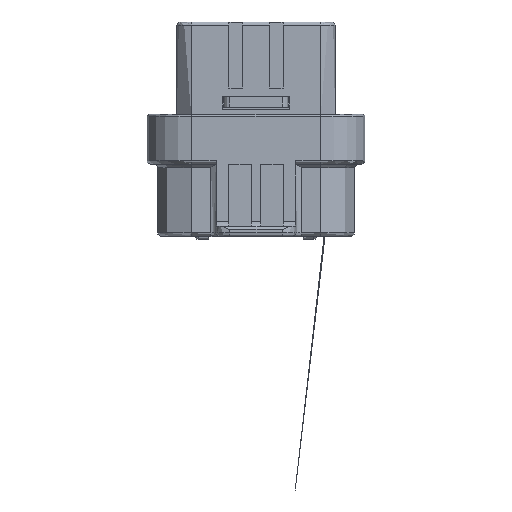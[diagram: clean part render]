
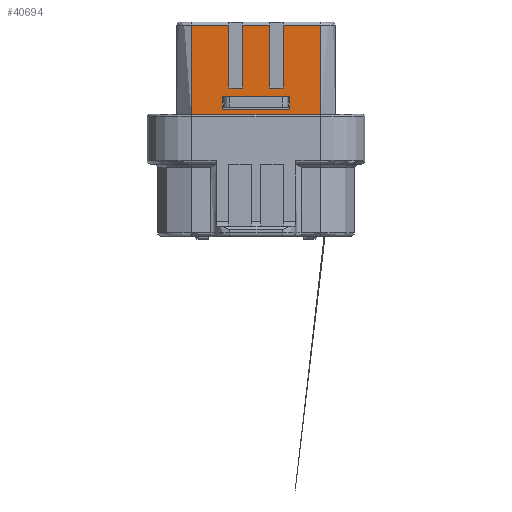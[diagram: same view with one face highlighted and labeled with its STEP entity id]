
A CAD part, front view. The second image highlights one B-rep face of the part: STEP entity #40694.
In plain terms, the highlighted planar face has unit normal (0, -1, 0).
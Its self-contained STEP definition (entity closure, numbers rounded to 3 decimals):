
#38102=CARTESIAN_POINT('',(-10.804,-10.616,58.13));
#38103=VERTEX_POINT('',#38102);
#38110=CARTESIAN_POINT('',(-10.804,-10.616,56.23));
#38111=VERTEX_POINT('',#38110);
#38112=CARTESIAN_POINT('',(-10.804,-10.616,56.23));
#38113=DIRECTION('',(0.,0.,1.));
#38114=VECTOR('',#38113,1.9);
#38115=LINE('',#38112,#38114);
#38116=EDGE_CURVE('',#38111,#38103,#38115,.T.);
#38133=CARTESIAN_POINT('',(-0.804,-10.616,56.23));
#38134=VERTEX_POINT('',#38133);
#38143=CARTESIAN_POINT('',(-0.804,-10.616,56.23));
#38144=DIRECTION('',(-1.,0.,0.));
#38145=VECTOR('',#38144,10.);
#38146=LINE('',#38143,#38145);
#38147=EDGE_CURVE('',#38134,#38111,#38146,.T.);
#38157=CARTESIAN_POINT('',(-0.804,-10.616,58.13));
#38158=VERTEX_POINT('',#38157);
#38167=CARTESIAN_POINT('',(-0.804,-10.616,58.13));
#38168=DIRECTION('',(0.,0.,-1.));
#38169=VECTOR('',#38168,1.9);
#38170=LINE('',#38167,#38169);
#38171=EDGE_CURVE('',#38158,#38134,#38170,.T.);
#40570=CARTESIAN_POINT('',(-5.754,-10.616,57.255));
#40571=DIRECTION('',(1.,0.,0.));
#40572=DIRECTION('',(0.,-1.,0.));
#40573=AXIS2_PLACEMENT_3D('',#40570,#40572,#40571);
#40574=PLANE('',#40573);
#40575=CARTESIAN_POINT('',(-1.804,-10.616,68.63));
#40576=VERTEX_POINT('',#40575);
#40577=CARTESIAN_POINT('',(3.696,-10.616,68.63));
#40578=VERTEX_POINT('',#40577);
#40579=CARTESIAN_POINT('',(-1.804,-10.616,68.63));
#40580=DIRECTION('',(1.,0.,0.));
#40581=VECTOR('',#40580,5.5);
#40582=LINE('',#40579,#40581);
#40583=EDGE_CURVE('',#40576,#40578,#40582,.T.);
#40584=ORIENTED_EDGE('',*,*,#40583,.F.);
#40585=CARTESIAN_POINT('',(-1.804,-10.616,59.38));
#40586=VERTEX_POINT('',#40585);
#40587=CARTESIAN_POINT('',(-1.804,-10.616,68.63));
#40588=DIRECTION('',(0.,0.,-1.));
#40589=VECTOR('',#40588,9.25);
#40590=LINE('',#40587,#40589);
#40591=EDGE_CURVE('',#40576,#40586,#40590,.T.);
#40592=ORIENTED_EDGE('',*,*,#40591,.T.);
#40593=CARTESIAN_POINT('',(-3.804,-10.616,59.38));
#40594=VERTEX_POINT('',#40593);
#40595=CARTESIAN_POINT('',(-3.804,-10.616,59.38));
#40596=DIRECTION('',(1.,0.,0.));
#40597=VECTOR('',#40596,2.);
#40598=LINE('',#40595,#40597);
#40599=EDGE_CURVE('',#40594,#40586,#40598,.T.);
#40600=ORIENTED_EDGE('',*,*,#40599,.F.);
#40601=CARTESIAN_POINT('',(-3.804,-10.616,68.63));
#40602=VERTEX_POINT('',#40601);
#40603=CARTESIAN_POINT('',(-3.804,-10.616,68.63));
#40604=DIRECTION('',(0.,0.,-1.));
#40605=VECTOR('',#40604,9.25);
#40606=LINE('',#40603,#40605);
#40607=EDGE_CURVE('',#40602,#40594,#40606,.T.);
#40608=ORIENTED_EDGE('',*,*,#40607,.F.);
#40609=CARTESIAN_POINT('',(-7.804,-10.616,68.63));
#40610=VERTEX_POINT('',#40609);
#40611=CARTESIAN_POINT('',(-3.804,-10.616,68.63));
#40612=DIRECTION('',(-1.,0.,0.));
#40613=VECTOR('',#40612,4.);
#40614=LINE('',#40611,#40613);
#40615=EDGE_CURVE('',#40602,#40610,#40614,.T.);
#40616=ORIENTED_EDGE('',*,*,#40615,.T.);
#40617=CARTESIAN_POINT('',(-7.804,-10.616,59.38));
#40618=VERTEX_POINT('',#40617);
#40619=CARTESIAN_POINT('',(-7.804,-10.616,68.63));
#40620=DIRECTION('',(0.,0.,-1.));
#40621=VECTOR('',#40620,9.25);
#40622=LINE('',#40619,#40621);
#40623=EDGE_CURVE('',#40610,#40618,#40622,.T.);
#40624=ORIENTED_EDGE('',*,*,#40623,.T.);
#40625=CARTESIAN_POINT('',(-9.804,-10.616,59.38));
#40626=VERTEX_POINT('',#40625);
#40627=CARTESIAN_POINT('',(-9.804,-10.616,59.38));
#40628=DIRECTION('',(1.,0.,0.));
#40629=VECTOR('',#40628,2.);
#40630=LINE('',#40627,#40629);
#40631=EDGE_CURVE('',#40626,#40618,#40630,.T.);
#40632=ORIENTED_EDGE('',*,*,#40631,.F.);
#40633=CARTESIAN_POINT('',(-9.804,-10.616,68.63));
#40634=VERTEX_POINT('',#40633);
#40635=CARTESIAN_POINT('',(-9.804,-10.616,68.63));
#40636=DIRECTION('',(0.,0.,-1.));
#40637=VECTOR('',#40636,9.25);
#40638=LINE('',#40635,#40637);
#40639=EDGE_CURVE('',#40634,#40626,#40638,.T.);
#40640=ORIENTED_EDGE('',*,*,#40639,.F.);
#40641=CARTESIAN_POINT('',(-15.304,-10.616,68.63));
#40642=VERTEX_POINT('',#40641);
#40643=CARTESIAN_POINT('',(-15.304,-10.616,68.63));
#40644=DIRECTION('',(1.,0.,0.));
#40645=VECTOR('',#40644,5.5);
#40646=LINE('',#40643,#40645);
#40647=EDGE_CURVE('',#40642,#40634,#40646,.T.);
#40648=ORIENTED_EDGE('',*,*,#40647,.F.);
#40649=CARTESIAN_POINT('',(-15.304,-10.616,54.38));
#40650=VERTEX_POINT('',#40649);
#40651=CARTESIAN_POINT('',(-15.304,-10.616,68.63));
#40652=DIRECTION('',(0.,0.,-1.));
#40653=VECTOR('',#40652,14.25);
#40654=LINE('',#40651,#40653);
#40655=EDGE_CURVE('',#40642,#40650,#40654,.T.);
#40656=ORIENTED_EDGE('',*,*,#40655,.T.);
#40657=CARTESIAN_POINT('',(3.696,-10.616,54.38));
#40658=VERTEX_POINT('',#40657);
#40659=CARTESIAN_POINT('',(-15.304,-10.616,54.38));
#40660=CARTESIAN_POINT('',(-14.249,-10.616,54.38));
#40661=CARTESIAN_POINT('',(-12.665,-10.616,54.38));
#40662=CARTESIAN_POINT('',(-10.554,-10.616,54.38));
#40663=CARTESIAN_POINT('',(-8.971,-10.616,54.38));
#40664=CARTESIAN_POINT('',(-7.388,-10.616,54.38));
#40665=CARTESIAN_POINT('',(-5.804,-10.616,54.38));
#40666=CARTESIAN_POINT('',(-4.221,-10.616,54.38));
#40667=CARTESIAN_POINT('',(-2.638,-10.616,54.38));
#40668=CARTESIAN_POINT('',(-1.054,-10.616,54.38));
#40669=CARTESIAN_POINT('',(1.057,-10.616,54.38));
#40670=CARTESIAN_POINT('',(2.64,-10.616,54.38));
#40671=CARTESIAN_POINT('',(3.696,-10.616,54.38));
#40672=B_SPLINE_CURVE_WITH_KNOTS('',3,(#40659,#40660,#40661,#40662,#40663,#40664,#40665,#40666,#40667,#40668,#40669,#40670,#40671),.UNSPECIFIED.,.F.,.U.,(4,1,1,1,1,1,1,1,1,1,4),(0.,0.167,0.25,0.333,0.417,0.5,0.583,0.667,0.75,0.833,1.),.UNSPECIFIED.);
#40673=EDGE_CURVE('',#40650,#40658,#40672,.T.);
#40674=ORIENTED_EDGE('',*,*,#40673,.T.);
#40675=CARTESIAN_POINT('',(3.696,-10.616,68.63));
#40676=DIRECTION('',(0.,0.,-1.));
#40677=VECTOR('',#40676,14.25);
#40678=LINE('',#40675,#40677);
#40679=EDGE_CURVE('',#40578,#40658,#40678,.T.);
#40680=ORIENTED_EDGE('',*,*,#40679,.F.);
#40681=EDGE_LOOP('',(#40584,#40592,#40600,#40608,#40616,#40624,#40632,#40640,#40648,#40656,#40674,#40680));
#40682=FACE_OUTER_BOUND('',#40681,.T.);
#40683=ORIENTED_EDGE('',*,*,#38116,.T.);
#40684=CARTESIAN_POINT('',(-10.804,-10.616,58.13));
#40685=DIRECTION('',(1.,0.,0.));
#40686=VECTOR('',#40685,10.);
#40687=LINE('',#40684,#40686);
#40688=EDGE_CURVE('',#38103,#38158,#40687,.T.);
#40689=ORIENTED_EDGE('',*,*,#40688,.T.);
#40690=ORIENTED_EDGE('',*,*,#38171,.T.);
#40691=ORIENTED_EDGE('',*,*,#38147,.T.);
#40692=EDGE_LOOP('',(#40683,#40689,#40690,#40691));
#40693=FACE_BOUND('',#40692,.T.);
#40694=ADVANCED_FACE('',(#40682,#40693),#40574,.T.);
